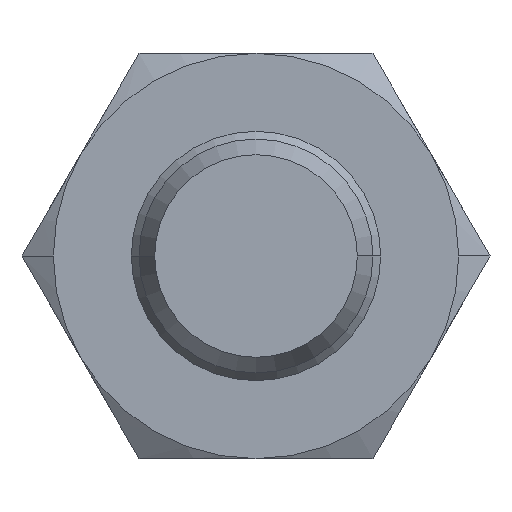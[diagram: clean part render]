
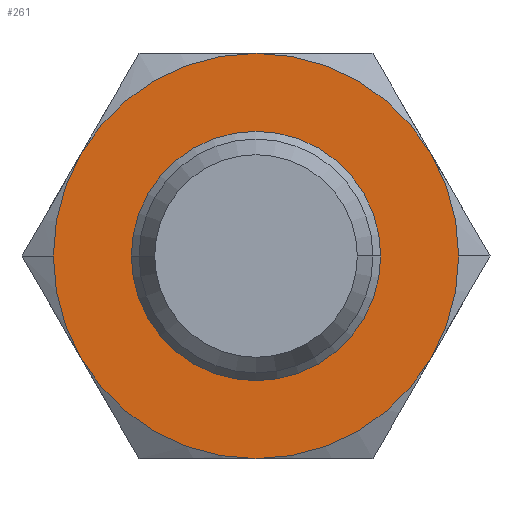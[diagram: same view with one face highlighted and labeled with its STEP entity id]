
A CAD part, front view. The second image highlights one B-rep face of the part: STEP entity #261.
In plain terms, the highlighted planar face has unit normal (0, -1, 0).
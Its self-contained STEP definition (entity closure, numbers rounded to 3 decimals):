
#261=ADVANCED_FACE('',(#459,#460),#461,.T.);
#459=FACE_OUTER_BOUND('',#664,.T.);
#460=FACE_BOUND('',#665,.T.);
#461=PLANE('',#666);
#664=EDGE_LOOP('',(#1303,#1304,#1305,#1306,#1307,#1308,#1309,#1310));
#665=EDGE_LOOP('',(#1311,#1312));
#666=AXIS2_PLACEMENT_3D('',#1313,#1314,#1315);
#1303=ORIENTED_EDGE('',*,*,#1543,.F.);
#1304=ORIENTED_EDGE('',*,*,#1529,.F.);
#1305=ORIENTED_EDGE('',*,*,#1532,.F.);
#1306=ORIENTED_EDGE('',*,*,#1534,.F.);
#1307=ORIENTED_EDGE('',*,*,#1527,.F.);
#1308=ORIENTED_EDGE('',*,*,#1538,.F.);
#1309=ORIENTED_EDGE('',*,*,#1541,.F.);
#1310=ORIENTED_EDGE('',*,*,#1523,.F.);
#1311=ORIENTED_EDGE('',*,*,#1563,.T.);
#1312=ORIENTED_EDGE('',*,*,#1507,.T.);
#1313=CARTESIAN_POINT('',(5.25,-8.0,0.0));
#1314=DIRECTION('',(0.0,-1.0,0.0));
#1315=DIRECTION('',(-1.0,0.0,0.0));
#1507=EDGE_CURVE('',#1789,#1786,#1790,.T.);
#1523=EDGE_CURVE('',#1816,#1819,#1820,.T.);
#1527=EDGE_CURVE('',#1825,#1823,#1827,.T.);
#1529=EDGE_CURVE('',#1829,#1831,#1832,.T.);
#1532=EDGE_CURVE('',#1835,#1829,#1837,.T.);
#1534=EDGE_CURVE('',#1823,#1835,#1839,.T.);
#1538=EDGE_CURVE('',#1843,#1825,#1845,.T.);
#1541=EDGE_CURVE('',#1819,#1843,#1849,.T.);
#1543=EDGE_CURVE('',#1831,#1816,#1851,.T.);
#1563=EDGE_CURVE('',#1786,#1789,#1879,.T.);
#1786=VERTEX_POINT('',#2542);
#1789=VERTEX_POINT('',#2546);
#1790=CIRCLE('',#2547,4.0);
#1816=VERTEX_POINT('',#2602);
#1819=VERTEX_POINT('',#2606);
#1820=CIRCLE('',#2607,6.5);
#1823=VERTEX_POINT('',#2621);
#1825=VERTEX_POINT('',#2624);
#1827=CIRCLE('',#2637,6.5);
#1829=VERTEX_POINT('',#2639);
#1831=VERTEX_POINT('',#2652);
#1832=CIRCLE('',#2653,6.5);
#1835=VERTEX_POINT('',#2667);
#1837=CIRCLE('',#2680,6.5);
#1839=CIRCLE('',#2693,6.5);
#1843=VERTEX_POINT('',#2719);
#1845=CIRCLE('',#2732,6.5);
#1849=CIRCLE('',#2758,6.5);
#1851=CIRCLE('',#2771,6.5);
#1879=CIRCLE('',#2909,4.0);
#2542=CARTESIAN_POINT('',(4.0,-8.0,0.0));
#2546=CARTESIAN_POINT('',(-4.0,-8.0,0.));
#2547=AXIS2_PLACEMENT_3D('',#3155,#3156,#3157);
#2602=CARTESIAN_POINT('',(6.5,-8.0,0.));
#2606=CARTESIAN_POINT('',(5.629,-8.0,-3.25));
#2607=AXIS2_PLACEMENT_3D('',#3181,#3182,#3183);
#2621=CARTESIAN_POINT('',(-6.5,-8.0,0.));
#2624=CARTESIAN_POINT('',(-5.629,-8.0,-3.25));
#2637=AXIS2_PLACEMENT_3D('',#3185,#3186,#3187);
#2639=CARTESIAN_POINT('',(0.,-8.0,6.5));
#2652=CARTESIAN_POINT('',(5.629,-8.0,3.25));
#2653=AXIS2_PLACEMENT_3D('',#3188,#3189,#3190);
#2667=CARTESIAN_POINT('',(-5.629,-8.0,3.25));
#2680=AXIS2_PLACEMENT_3D('',#3191,#3192,#3193);
#2693=AXIS2_PLACEMENT_3D('',#3194,#3195,#3196);
#2719=CARTESIAN_POINT('',(0.0,-8.0,-6.5));
#2732=AXIS2_PLACEMENT_3D('',#3197,#3198,#3199);
#2758=AXIS2_PLACEMENT_3D('',#3200,#3201,#3202);
#2771=AXIS2_PLACEMENT_3D('',#3203,#3204,#3205);
#2909=AXIS2_PLACEMENT_3D('',#3233,#3234,#3235);
#3155=CARTESIAN_POINT('',(0.0,-8.0,0.0));
#3156=DIRECTION('',(0.0,1.0,0.0));
#3157=DIRECTION('',(1.0,0.0,0.0));
#3181=CARTESIAN_POINT('',(0.0,-8.0,0.0));
#3182=DIRECTION('',(0.0,1.0,0.0));
#3183=DIRECTION('',(1.0,0.0,0.0));
#3185=CARTESIAN_POINT('',(0.0,-8.0,0.0));
#3186=DIRECTION('',(0.0,1.0,0.0));
#3187=DIRECTION('',(1.0,0.0,0.0));
#3188=CARTESIAN_POINT('',(0.0,-8.0,0.0));
#3189=DIRECTION('',(0.0,1.0,0.0));
#3190=DIRECTION('',(1.0,0.0,0.0));
#3191=CARTESIAN_POINT('',(0.0,-8.0,0.0));
#3192=DIRECTION('',(0.0,1.0,0.0));
#3193=DIRECTION('',(1.0,0.0,0.0));
#3194=CARTESIAN_POINT('',(0.0,-8.0,0.0));
#3195=DIRECTION('',(0.0,1.0,0.0));
#3196=DIRECTION('',(1.0,0.0,0.0));
#3197=CARTESIAN_POINT('',(0.0,-8.0,0.0));
#3198=DIRECTION('',(0.0,1.0,0.0));
#3199=DIRECTION('',(1.0,0.0,0.0));
#3200=CARTESIAN_POINT('',(0.0,-8.0,0.0));
#3201=DIRECTION('',(0.0,1.0,0.0));
#3202=DIRECTION('',(1.0,0.0,0.0));
#3203=CARTESIAN_POINT('',(0.0,-8.0,0.0));
#3204=DIRECTION('',(0.0,1.0,0.0));
#3205=DIRECTION('',(1.0,0.0,0.0));
#3233=CARTESIAN_POINT('',(0.0,-8.0,0.0));
#3234=DIRECTION('',(0.0,1.0,0.0));
#3235=DIRECTION('',(1.0,0.0,0.0));
